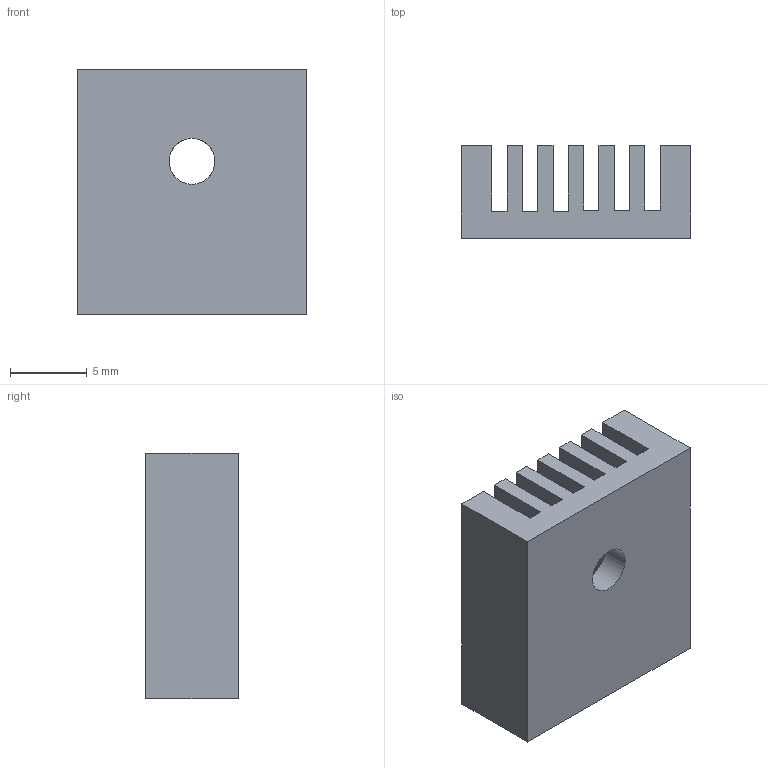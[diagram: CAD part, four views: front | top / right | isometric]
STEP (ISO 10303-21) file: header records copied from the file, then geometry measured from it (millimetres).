
FILE_DESCRIPTION(('FreeCAD Model'),'2;1');
FILE_NAME( 'hs_1.step', '2021-01-30T12:26:38',('Author'),(''), 'Open CASCADE STEP processor 7.3','FreeCAD','Unknown');
FILE_SCHEMA(('AUTOMOTIVE_DESIGN { 1 0 10303 214 1 1 1 1 }'));
Length unit declared in the file: millimetre
Products named in the file (1): Body
Bounding box: 15 x 6.06 x 16 mm (x, y, z)
Volume: 1020.7 mm3; surface area: 1610.7 mm2
Topology: 1 solids, 1 shells, 38 faces, 106 edges, 69 vertices
Faces by surface type: plane 37, cylinder 1
Full cylindrical faces by diameter (mm): 3 x1
Entity records: 2621 total; most frequent: CARTESIAN_POINT 468, DIRECTION 396, LINE 304, VECTOR 304, ORIENTED_EDGE 212, PCURVE 212, DEFINITIONAL_REPRESENTATION 212, EDGE_CURVE 106
